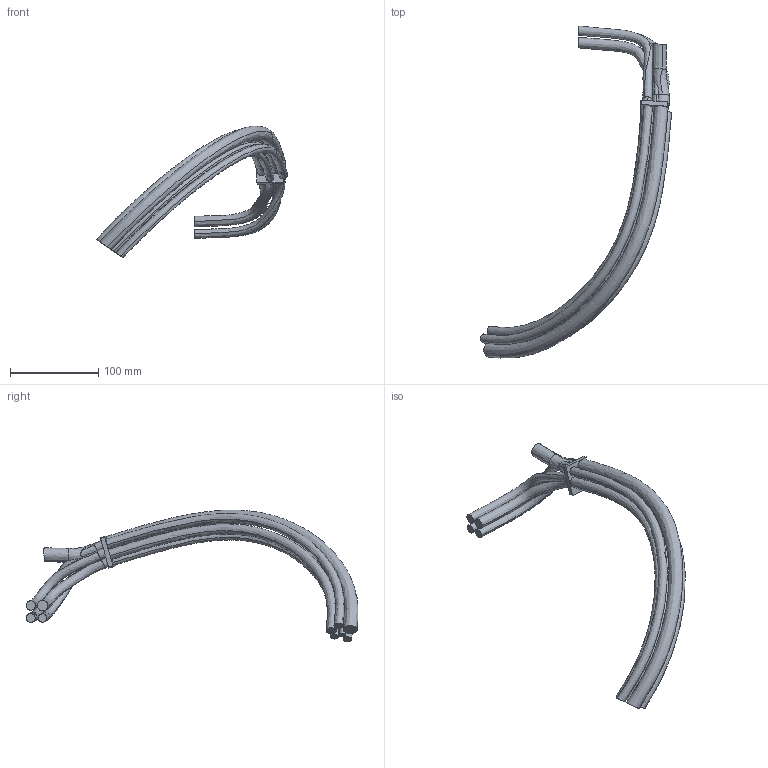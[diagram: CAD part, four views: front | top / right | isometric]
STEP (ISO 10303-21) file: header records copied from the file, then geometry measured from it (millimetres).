
FILE_DESCRIPTION (( 'STEP AP214' ), '1' );
FILE_NAME ('IRB4600_20kg-250_CABLES_LINK3_rev03.STEP', '2016-12-06T10:24:05', ( 'ABB' ), ( 'ABB' ), 'SwSTEP 2.0', 'SolidWorks 2014', '' );
FILE_SCHEMA (( 'AUTOMOTIVE_DESIGN' ));
Length unit declared in the file: millimetre
Products named in the file (1): IRB4600_20kg-250_CABLES_LINK3_rev03
Bounding box: 216.34 x 375.63 x 148.95 mm (x, y, z)
Volume: 295572.1 mm3; surface area: 105535 mm2
Topology: 1 solids, 1 shells, 57 faces, 140 edges, 91 vertices
Faces by surface type: bspline 28, plane 20, cylinder 9
Entity records: 4858 total; most frequent: CARTESIAN_POINT 3736, ORIENTED_EDGE 280, DIRECTION 155, EDGE_CURVE 140, VERTEX_POINT 91, AXIS2_PLACEMENT_3D 64, EDGE_LOOP 63, ADVANCED_FACE 57
